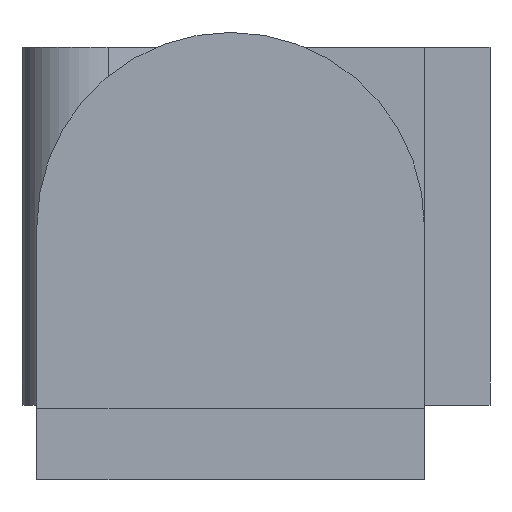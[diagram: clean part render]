
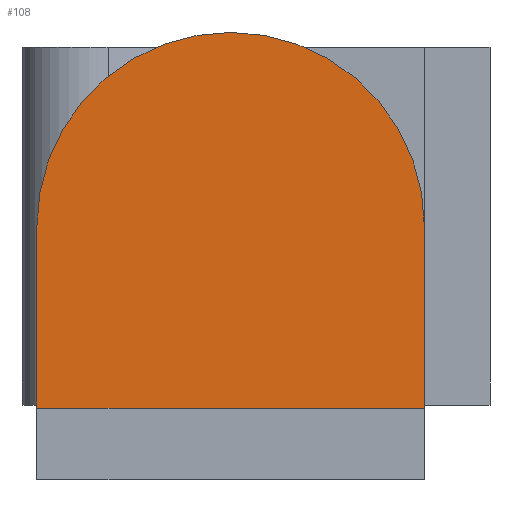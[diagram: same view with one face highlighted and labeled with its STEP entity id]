
A CAD part, front view. The second image highlights one B-rep face of the part: STEP entity #108.
In plain terms, the highlighted planar face has unit normal (0, -1, 0).
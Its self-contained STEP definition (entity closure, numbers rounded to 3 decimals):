
#108 = ADVANCED_FACE( '', ( #218 ), #219, .T. );
#218 = FACE_OUTER_BOUND( '', #350, .T. );
#219 = PLANE( '', #351 );
#350 = EDGE_LOOP( '', ( #487, #488, #489, #490 ) );
#351 = AXIS2_PLACEMENT_3D( '', #491, #492, #493 );
#487 = ORIENTED_EDGE( '', *, *, #777, .T. );
#488 = ORIENTED_EDGE( '', *, *, #778, .F. );
#489 = ORIENTED_EDGE( '', *, *, #779, .F. );
#490 = ORIENTED_EDGE( '', *, *, #780, .T. );
#491 = CARTESIAN_POINT( '', ( 6.5, 5.75, 0. ) );
#492 = DIRECTION( '', ( 0., -1., 0. ) );
#493 = DIRECTION( '', ( 0., 0., -1. ) );
#777 = EDGE_CURVE( '', #909, #910, #911, .T. );
#778 = EDGE_CURVE( '', #912, #910, #913, .T. );
#779 = EDGE_CURVE( '', #914, #912, #915, .T. );
#780 = EDGE_CURVE( '', #914, #909, #916, .T. );
#909 = VERTEX_POINT( '', #1093 );
#910 = VERTEX_POINT( '', #1094 );
#911 = CIRCLE( '', #1095, 6.5 );
#912 = VERTEX_POINT( '', #1096 );
#913 = LINE( '', #1097, #1098 );
#914 = VERTEX_POINT( '', #1099 );
#915 = LINE( '', #1100, #1101 );
#916 = LINE( '', #1102, #1103 );
#1093 = CARTESIAN_POINT( '', ( 6.5, 5.75, 6.1 ) );
#1094 = CARTESIAN_POINT( '', ( -6.5, 5.75, 6.1 ) );
#1095 = AXIS2_PLACEMENT_3D( '', #1310, #1311, #1312 );
#1096 = CARTESIAN_POINT( '', ( -6.5, 5.75, 0. ) );
#1097 = CARTESIAN_POINT( '', ( -6.5, 5.75, 0. ) );
#1098 = VECTOR( '', #1313, 1000. );
#1099 = CARTESIAN_POINT( '', ( 6.5, 5.75, 0. ) );
#1100 = CARTESIAN_POINT( '', ( 6.5, 5.75, 0. ) );
#1101 = VECTOR( '', #1314, 1000. );
#1102 = CARTESIAN_POINT( '', ( 6.5, 5.75, 0. ) );
#1103 = VECTOR( '', #1315, 1000. );
#1310 = CARTESIAN_POINT( '', ( 0., 5.75, 6.1 ) );
#1311 = DIRECTION( '', ( 0., -1., 0. ) );
#1312 = DIRECTION( '', ( 0., 0., -1. ) );
#1313 = DIRECTION( '', ( 0., 0., 1. ) );
#1314 = DIRECTION( '', ( -1., 0., 0. ) );
#1315 = DIRECTION( '', ( 0., 0., 1. ) );
